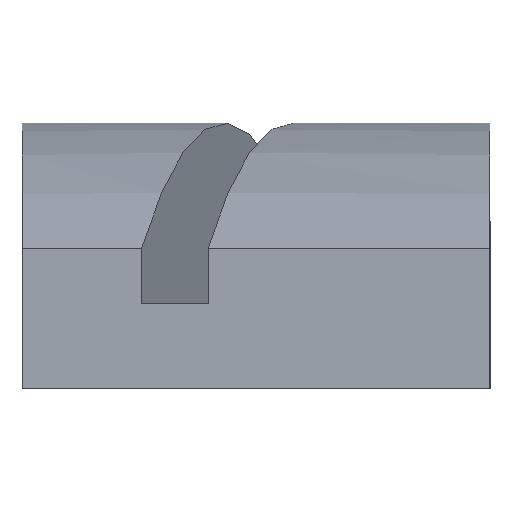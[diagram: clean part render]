
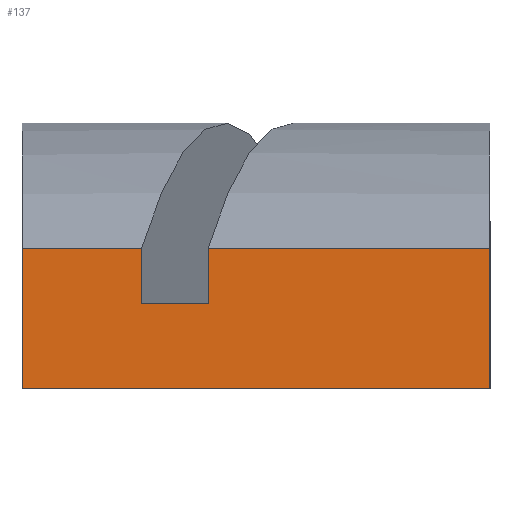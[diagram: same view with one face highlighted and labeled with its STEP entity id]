
A CAD part, left-side view. The second image highlights one B-rep face of the part: STEP entity #137.
In plain terms, the highlighted planar face has unit normal (-1, 0, 0).
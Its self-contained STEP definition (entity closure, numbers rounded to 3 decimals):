
#21 = EDGE_CURVE('',#22,#24,#26,.T.);
#22 = VERTEX_POINT('',#23);
#23 = CARTESIAN_POINT('',(-50.,-25.,0.));
#24 = VERTEX_POINT('',#25);
#25 = CARTESIAN_POINT('',(-50.,25.,0.));
#26 = SURFACE_CURVE('',#27,(#31,#43),.PCURVE_S1.);
#27 = LINE('',#28,#29);
#28 = CARTESIAN_POINT('',(-50.,-25.,0.));
#29 = VECTOR('',#30,1.);
#30 = DIRECTION('',(0.,1.,0.));
#31 = PCURVE('',#32,#37);
#32 = PLANE('',#33);
#33 = AXIS2_PLACEMENT_3D('',#34,#35,#36);
#34 = CARTESIAN_POINT('',(-50.,0.,0.));
#35 = DIRECTION('',(-0.,0.,1.));
#36 = DIRECTION('',(1.,0.,0.));
#37 = DEFINITIONAL_REPRESENTATION('',(#38),#42);
#38 = LINE('',#39,#40);
#39 = CARTESIAN_POINT('',(0.,-25.));
#40 = VECTOR('',#41,1.);
#41 = DIRECTION('',(0.,1.));
#42 = ( GEOMETRIC_REPRESENTATION_CONTEXT(2) 
PARAMETRIC_REPRESENTATION_CONTEXT() REPRESENTATION_CONTEXT('2D SPACE',''  ) );
#43 = PCURVE('',#44,#49);
#44 = PLANE('',#45);
#45 = AXIS2_PLACEMENT_3D('',#46,#47,#48);
#46 = CARTESIAN_POINT('',(-50.,0.,15.));
#47 = DIRECTION('',(1.,0.,0.));
#48 = DIRECTION('',(0.,0.,-1.));
#49 = DEFINITIONAL_REPRESENTATION('',(#50),#54);
#50 = LINE('',#51,#52);
#51 = CARTESIAN_POINT('',(15.,-25.));
#52 = VECTOR('',#53,1.);
#53 = DIRECTION('',(0.,1.));
#54 = ( GEOMETRIC_REPRESENTATION_CONTEXT(2) 
PARAMETRIC_REPRESENTATION_CONTEXT() REPRESENTATION_CONTEXT('2D SPACE',''  ) );
#72 = PLANE('',#73);
#73 = AXIS2_PLACEMENT_3D('',#74,#75,#76);
#74 = CARTESIAN_POINT('',(0.,-25.,11.157));
#75 = DIRECTION('',(-0.,-1.,-0.));
#76 = DIRECTION('',(0.,0.,-1.));
#126 = PLANE('',#127);
#127 = AXIS2_PLACEMENT_3D('',#128,#129,#130);
#128 = CARTESIAN_POINT('',(0.,25.,11.157));
#129 = DIRECTION('',(-0.,-1.,-0.));
#130 = DIRECTION('',(0.,0.,-1.));
#137 = ADVANCED_FACE('x_neg',(#138),#44,.F.);
#138 = FACE_BOUND('',#139,.F.);
#139 = EDGE_LOOP('',(#140,#170,#191,#192,#215,#243,#269,#295));
#140 = ORIENTED_EDGE('',*,*,#141,.F.);
#141 = EDGE_CURVE('',#142,#144,#146,.T.);
#142 = VERTEX_POINT('',#143);
#143 = CARTESIAN_POINT('',(-50.,-25.,15.));
#144 = VERTEX_POINT('',#145);
#145 = CARTESIAN_POINT('',(-50.,5.124,15.));
#146 = SURFACE_CURVE('',#147,(#151,#158),.PCURVE_S1.);
#147 = LINE('',#148,#149);
#148 = CARTESIAN_POINT('',(-50.,-25.,15.));
#149 = VECTOR('',#150,1.);
#150 = DIRECTION('',(0.,1.,0.));
#151 = PCURVE('',#44,#152);
#152 = DEFINITIONAL_REPRESENTATION('',(#153),#157);
#153 = LINE('',#154,#155);
#154 = CARTESIAN_POINT('',(0.,-25.));
#155 = VECTOR('',#156,1.);
#156 = DIRECTION('',(0.,1.));
#157 = ( GEOMETRIC_REPRESENTATION_CONTEXT(2) 
PARAMETRIC_REPRESENTATION_CONTEXT() REPRESENTATION_CONTEXT('2D SPACE',''  ) );
#158 = PCURVE('',#159,#164);
#159 = CYLINDRICAL_SURFACE('',#160,100.);
#160 = AXIS2_PLACEMENT_3D('',#161,#162,#163);
#161 = CARTESIAN_POINT('',(0.,0.,-71.603));
#162 = DIRECTION('',(-0.,1.,-0.));
#163 = DIRECTION('',(0.5,0.,0.866));
#164 = DEFINITIONAL_REPRESENTATION('',(#165),#169);
#165 = LINE('',#166,#167);
#166 = CARTESIAN_POINT('',(-1.047,-25.));
#167 = VECTOR('',#168,1.);
#168 = DIRECTION('',(0.,1.));
#169 = ( GEOMETRIC_REPRESENTATION_CONTEXT(2) 
PARAMETRIC_REPRESENTATION_CONTEXT() REPRESENTATION_CONTEXT('2D SPACE',''  ) );
#170 = ORIENTED_EDGE('',*,*,#171,.T.);
#171 = EDGE_CURVE('',#142,#22,#172,.T.);
#172 = SURFACE_CURVE('',#173,(#177,#184),.PCURVE_S1.);
#173 = LINE('',#174,#175);
#174 = CARTESIAN_POINT('',(-50.,-25.,15.));
#175 = VECTOR('',#176,1.);
#176 = DIRECTION('',(0.,0.,-1.));
#177 = PCURVE('',#44,#178);
#178 = DEFINITIONAL_REPRESENTATION('',(#179),#183);
#179 = LINE('',#180,#181);
#180 = CARTESIAN_POINT('',(0.,-25.));
#181 = VECTOR('',#182,1.);
#182 = DIRECTION('',(1.,0.));
#183 = ( GEOMETRIC_REPRESENTATION_CONTEXT(2) 
PARAMETRIC_REPRESENTATION_CONTEXT() REPRESENTATION_CONTEXT('2D SPACE',''  ) );
#184 = PCURVE('',#72,#185);
#185 = DEFINITIONAL_REPRESENTATION('',(#186),#190);
#186 = LINE('',#187,#188);
#187 = CARTESIAN_POINT('',(-3.843,-50.));
#188 = VECTOR('',#189,1.);
#189 = DIRECTION('',(1.,0.));
#190 = ( GEOMETRIC_REPRESENTATION_CONTEXT(2) 
PARAMETRIC_REPRESENTATION_CONTEXT() REPRESENTATION_CONTEXT('2D SPACE',''  ) );
#191 = ORIENTED_EDGE('',*,*,#21,.T.);
#192 = ORIENTED_EDGE('',*,*,#193,.F.);
#193 = EDGE_CURVE('',#194,#24,#196,.T.);
#194 = VERTEX_POINT('',#195);
#195 = CARTESIAN_POINT('',(-50.,25.,15.));
#196 = SURFACE_CURVE('',#197,(#201,#208),.PCURVE_S1.);
#197 = LINE('',#198,#199);
#198 = CARTESIAN_POINT('',(-50.,25.,15.));
#199 = VECTOR('',#200,1.);
#200 = DIRECTION('',(0.,0.,-1.));
#201 = PCURVE('',#44,#202);
#202 = DEFINITIONAL_REPRESENTATION('',(#203),#207);
#203 = LINE('',#204,#205);
#204 = CARTESIAN_POINT('',(0.,25.));
#205 = VECTOR('',#206,1.);
#206 = DIRECTION('',(1.,0.));
#207 = ( GEOMETRIC_REPRESENTATION_CONTEXT(2) 
PARAMETRIC_REPRESENTATION_CONTEXT() REPRESENTATION_CONTEXT('2D SPACE',''  ) );
#208 = PCURVE('',#126,#209);
#209 = DEFINITIONAL_REPRESENTATION('',(#210),#214);
#210 = LINE('',#211,#212);
#211 = CARTESIAN_POINT('',(-3.843,-50.));
#212 = VECTOR('',#213,1.);
#213 = DIRECTION('',(1.,0.));
#214 = ( GEOMETRIC_REPRESENTATION_CONTEXT(2) 
PARAMETRIC_REPRESENTATION_CONTEXT() REPRESENTATION_CONTEXT('2D SPACE',''  ) );
#215 = ORIENTED_EDGE('',*,*,#216,.F.);
#216 = EDGE_CURVE('',#217,#194,#219,.T.);
#217 = VERTEX_POINT('',#218);
#218 = CARTESIAN_POINT('',(-50.,12.232,15.));
#219 = SURFACE_CURVE('',#220,(#224,#231),.PCURVE_S1.);
#220 = LINE('',#221,#222);
#221 = CARTESIAN_POINT('',(-50.,-25.,15.));
#222 = VECTOR('',#223,1.);
#223 = DIRECTION('',(0.,1.,0.));
#224 = PCURVE('',#44,#225);
#225 = DEFINITIONAL_REPRESENTATION('',(#226),#230);
#226 = LINE('',#227,#228);
#227 = CARTESIAN_POINT('',(0.,-25.));
#228 = VECTOR('',#229,1.);
#229 = DIRECTION('',(0.,1.));
#230 = ( GEOMETRIC_REPRESENTATION_CONTEXT(2) 
PARAMETRIC_REPRESENTATION_CONTEXT() REPRESENTATION_CONTEXT('2D SPACE',''  ) );
#231 = PCURVE('',#232,#237);
#232 = CYLINDRICAL_SURFACE('',#233,100.);
#233 = AXIS2_PLACEMENT_3D('',#234,#235,#236);
#234 = CARTESIAN_POINT('',(0.,0.,-71.603));
#235 = DIRECTION('',(-0.,1.,-0.));
#236 = DIRECTION('',(0.5,0.,0.866));
#237 = DEFINITIONAL_REPRESENTATION('',(#238),#242);
#238 = LINE('',#239,#240);
#239 = CARTESIAN_POINT('',(-1.047,-25.));
#240 = VECTOR('',#241,1.);
#241 = DIRECTION('',(0.,1.));
#242 = ( GEOMETRIC_REPRESENTATION_CONTEXT(2) 
PARAMETRIC_REPRESENTATION_CONTEXT() REPRESENTATION_CONTEXT('2D SPACE',''  ) );
#243 = ORIENTED_EDGE('',*,*,#244,.F.);
#244 = EDGE_CURVE('',#245,#217,#247,.T.);
#245 = VERTEX_POINT('',#246);
#246 = CARTESIAN_POINT('',(-50.,12.232,9.083));
#247 = SURFACE_CURVE('',#248,(#252,#258),.PCURVE_S1.);
#248 = LINE('',#249,#250);
#249 = CARTESIAN_POINT('',(-50.,12.232,12.041));
#250 = VECTOR('',#251,1.);
#251 = DIRECTION('',(0.,0.,1.));
#252 = PCURVE('',#44,#253);
#253 = DEFINITIONAL_REPRESENTATION('',(#254),#257);
#254 = B_SPLINE_CURVE_WITH_KNOTS('',1,(#255,#256),.UNSPECIFIED.,.F.,.F.,  (2,2),(-2.959,2.959),.PIECEWISE_BEZIER_KNOTS.);
#255 = CARTESIAN_POINT('',(5.917,12.232));
#256 = CARTESIAN_POINT('',(0.,12.232));
#257 = ( GEOMETRIC_REPRESENTATION_CONTEXT(2) 
PARAMETRIC_REPRESENTATION_CONTEXT() REPRESENTATION_CONTEXT('2D SPACE',''  ) );
#258 = PCURVE('',#259,#264);
#259 = PLANE('',#260);
#260 = AXIS2_PLACEMENT_3D('',#261,#262,#263);
#261 = CARTESIAN_POINT('',(-147.113,29.356,    9.083));
#262 = DIRECTION('',(0.174,0.985,0.));
#263 = DIRECTION('',(0.,0.,1.));
#264 = DEFINITIONAL_REPRESENTATION('',(#265),#268);
#265 = B_SPLINE_CURVE_WITH_KNOTS('',1,(#266,#267),.UNSPECIFIED.,.F.,.F.,  (2,2),(-2.959,2.959),.PIECEWISE_BEZIER_KNOTS.);
#266 = CARTESIAN_POINT('',(0.,98.612));
#267 = CARTESIAN_POINT('',(5.917,98.612));
#268 = ( GEOMETRIC_REPRESENTATION_CONTEXT(2) 
PARAMETRIC_REPRESENTATION_CONTEXT() REPRESENTATION_CONTEXT('2D SPACE',''  ) );
#269 = ORIENTED_EDGE('',*,*,#270,.T.);
#270 = EDGE_CURVE('',#245,#271,#273,.T.);
#271 = VERTEX_POINT('',#272);
#272 = CARTESIAN_POINT('',(-50.,5.124,9.083));
#273 = SURFACE_CURVE('',#274,(#278,#284),.PCURVE_S1.);
#274 = LINE('',#275,#276);
#275 = CARTESIAN_POINT('',(-50.,11.231,9.083));
#276 = VECTOR('',#277,1.);
#277 = DIRECTION('',(0.,-1.,0.));
#278 = PCURVE('',#44,#279);
#279 = DEFINITIONAL_REPRESENTATION('',(#280),#283);
#280 = B_SPLINE_CURVE_WITH_KNOTS('',1,(#281,#282),.UNSPECIFIED.,.F.,.F.,  (2,2),(-1.001,6.107),.PIECEWISE_BEZIER_KNOTS.);
#281 = CARTESIAN_POINT('',(5.917,12.232));
#282 = CARTESIAN_POINT('',(5.917,5.124));
#283 = ( GEOMETRIC_REPRESENTATION_CONTEXT(2) 
PARAMETRIC_REPRESENTATION_CONTEXT() REPRESENTATION_CONTEXT('2D SPACE',''  ) );
#284 = PCURVE('',#285,#290);
#285 = PLANE('',#286);
#286 = AXIS2_PLACEMENT_3D('',#287,#288,#289);
#287 = CARTESIAN_POINT('',(-148.329,22.462,    9.083));
#288 = DIRECTION('',(0.,0.,1.));
#289 = DIRECTION('',(0.985,-0.174,0.));
#290 = DEFINITIONAL_REPRESENTATION('',(#291),#294);
#291 = B_SPLINE_CURVE_WITH_KNOTS('',1,(#292,#293),.UNSPECIFIED.,.F.,.F.,  (2,2),(-1.001,6.107),.PIECEWISE_BEZIER_KNOTS.);
#292 = CARTESIAN_POINT('',(98.612,7.));
#293 = CARTESIAN_POINT('',(99.846,0.));
#294 = ( GEOMETRIC_REPRESENTATION_CONTEXT(2) 
PARAMETRIC_REPRESENTATION_CONTEXT() REPRESENTATION_CONTEXT('2D SPACE',''  ) );
#295 = ORIENTED_EDGE('',*,*,#296,.T.);
#296 = EDGE_CURVE('',#271,#144,#297,.T.);
#297 = SURFACE_CURVE('',#298,(#302,#308),.PCURVE_S1.);
#298 = LINE('',#299,#300);
#299 = CARTESIAN_POINT('',(-50.,5.124,12.041));
#300 = VECTOR('',#301,1.);
#301 = DIRECTION('',(0.,0.,1.));
#302 = PCURVE('',#44,#303);
#303 = DEFINITIONAL_REPRESENTATION('',(#304),#307);
#304 = B_SPLINE_CURVE_WITH_KNOTS('',1,(#305,#306),.UNSPECIFIED.,.F.,.F.,  (2,2),(-2.959,2.959),.PIECEWISE_BEZIER_KNOTS.);
#305 = CARTESIAN_POINT('',(5.917,5.124));
#306 = CARTESIAN_POINT('',(0.,5.124));
#307 = ( GEOMETRIC_REPRESENTATION_CONTEXT(2) 
PARAMETRIC_REPRESENTATION_CONTEXT() REPRESENTATION_CONTEXT('2D SPACE',''  ) );
#308 = PCURVE('',#309,#314);
#309 = PLANE('',#310);
#310 = AXIS2_PLACEMENT_3D('',#311,#312,#313);
#311 = CARTESIAN_POINT('',(-148.329,22.462,    9.083));
#312 = DIRECTION('',(0.174,0.985,0.));
#313 = DIRECTION('',(0.,0.,1.));
#314 = DEFINITIONAL_REPRESENTATION('',(#315),#318);
#315 = B_SPLINE_CURVE_WITH_KNOTS('',1,(#316,#317),.UNSPECIFIED.,.F.,.F.,  (2,2),(-2.959,2.959),.PIECEWISE_BEZIER_KNOTS.);
#316 = CARTESIAN_POINT('',(0.,99.846));
#317 = CARTESIAN_POINT('',(5.917,99.846));
#318 = ( GEOMETRIC_REPRESENTATION_CONTEXT(2) 
PARAMETRIC_REPRESENTATION_CONTEXT() REPRESENTATION_CONTEXT('2D SPACE',''  ) );
